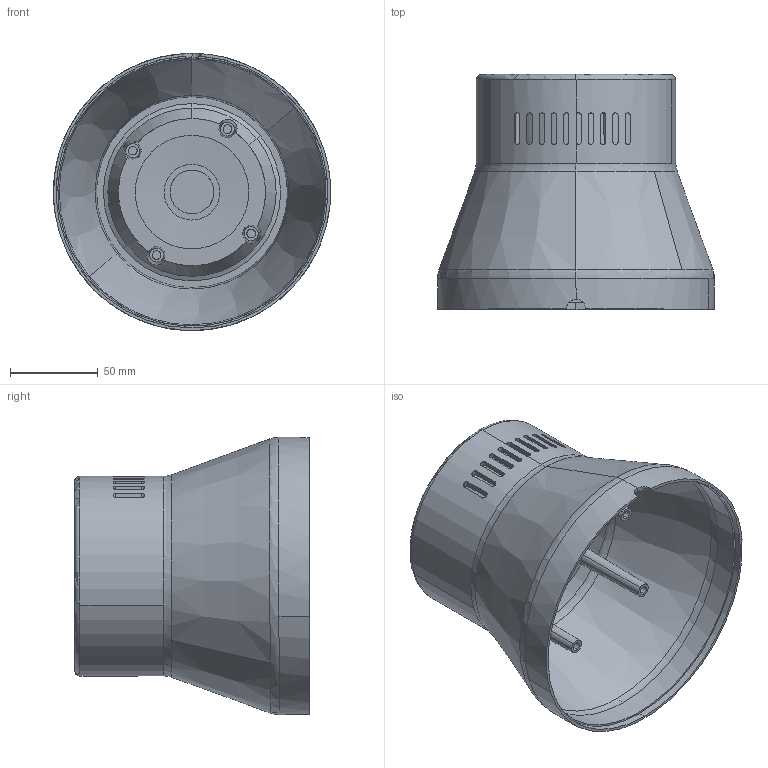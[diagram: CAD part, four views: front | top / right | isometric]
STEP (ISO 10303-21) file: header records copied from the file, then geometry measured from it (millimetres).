
FILE_DESCRIPTION(('produced by SPATIAL CORP'),'2;1');
FILE_NAME('Part18.hh.sat.stp', '2002-04-22T11:44:18+00:00',('SPATIAL CORP'),('SPATIAL CORP'), 'ACIS STEP Husk','http://www.spatial.com','SPATIAL CORP');
FILE_SCHEMA(('CONFIG_CONTROL_DESIGN'));
Length unit declared in the file: millimetre
Products named in the file (1): PRODUCT_ID_1
Bounding box: 158.14 x 134.14 x 158.31 mm (x, y, z)
Volume: 285899.6 mm3; surface area: 155045.7 mm2
Topology: 1 solids, 1 shells, 170 faces, 452 edges, 294 vertices
Faces by surface type: cylinder 76, cone 42, plane 41, torus 10, bspline 1
Entity records: 6059 total; most frequent: CARTESIAN_POINT 2459, ORIENTED_EDGE 904, DIRECTION 494, EDGE_CURVE 452, VERTEX_POINT 294, EDGE_LOOP 200, FACE_BOUND 200, AXIS2_PLACEMENT_3D 172
